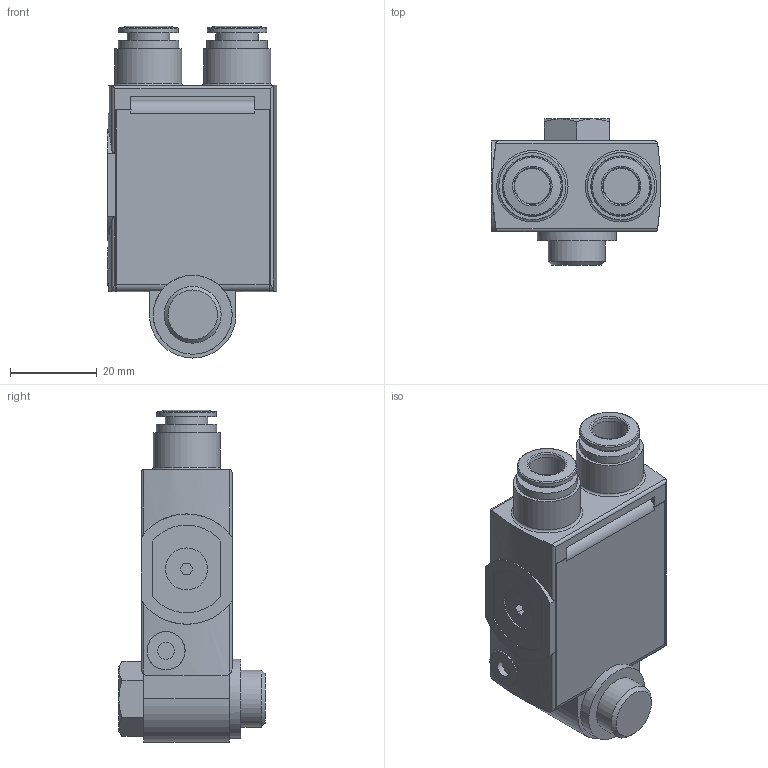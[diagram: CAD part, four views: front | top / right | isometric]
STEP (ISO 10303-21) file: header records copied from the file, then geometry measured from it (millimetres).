
FILE_DESCRIPTION(/* description */ ('STEP AP214'),/* implementation_level */ '2;1');
FILE_NAME(/* name */ '1927030_VFOF-LE-BAH-G14-Q8',/* time_stamp */ '2024-09-11T14:06:04+02:00',/* author */ ('License CC BY-ND 4.0'),/* organization */ ('CADENAS'),/* preprocessor_version */ 'ST-DEVELOPER v19.3',/* originating_system */ 'PARTsolutions',/* authorisation */ ' ');
FILE_SCHEMA (('AUTOMOTIVE_DESIGN {1 0 10303 214 3 1 1}'));
Length unit declared in the file: millimetre
Products named in the file (1): 1927030 VFOF-LE-BAH-G14-Q8
Bounding box: 39.18 x 33.8 x 76.75 mm (x, y, z)
Volume: 48480.3 mm3; surface area: 11884.9 mm2
Topology: 1 solids, 1 shells, 171 faces, 437 edges, 286 vertices
Faces by surface type: plane 110, cylinder 44, cone 11, torus 6
Full cylindrical faces by diameter (mm): 3.9 x1, 8.2 x2, 8.8 x1, 9.7 x1, 9.8 x2, 13.157 x1, 13.8 x2, 14 x2, 15.5 x2, 18.25 x1
Entity records: 6270 total; most frequent: CARTESIAN_POINT 999, DIRECTION 820, ORIENTED_EDGE 814, EDGE_CURVE 407, VERTEX_POINT 282, AXIS2_PLACEMENT_3D 278, LINE 264, VECTOR 264
